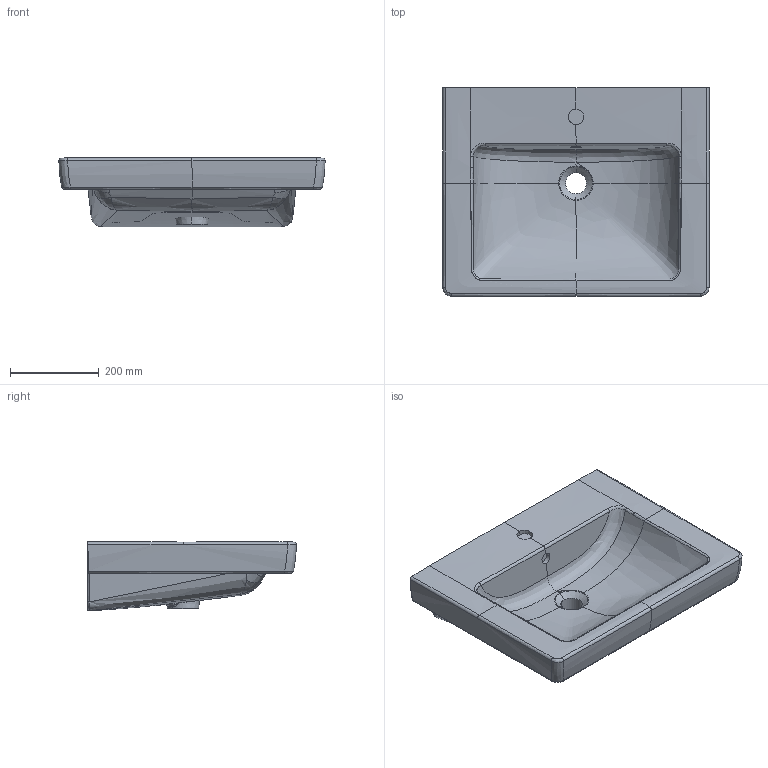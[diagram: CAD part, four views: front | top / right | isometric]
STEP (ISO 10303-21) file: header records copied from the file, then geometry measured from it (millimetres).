
FILE_DESCRIPTION(/* description */ (''),/* implementation_level */ '2;1');
FILE_NAME(/* name */ '71136G_Subway_WT60.stp',/* time_stamp */ '2018-11-13T14:31:13+01:00',/* author */ (''),/* organization */ (''),/* preprocessor_version */ 'ST-DEVELOPER v16',/* originating_system */ 'SIEMENS PLM Software NX 10.0',/* authorisation */ '');
FILE_SCHEMA (('AUTOMOTIVE_DESIGN { 1 0 10303 214 3 1 1 1 }'));
Length unit declared in the file: millimetre
Products named in the file (1): Sier16ECC73F4rgs
Bounding box: 599.88 x 469.94 x 156.74 mm (x, y, z)
Surface area: 865150 mm2 (no closed solid volume)
Topology: 0 solids, 1 shells, 160 faces, 413 edges, 249 vertices
Faces by surface type: bspline 118, plane 16, cylinder 14, extrusion 6, cone 4, torus 2
Full cylindrical faces by diameter (mm): 25 x1, 47.52 x1
Entity records: 17039 total; most frequent: CARTESIAN_POINT 14209, ORIENTED_EDGE 810, EDGE_CURVE 407, DIRECTION 265, VERTEX_POINT 248, B_SPLINE_CURVE_WITH_KNOTS 245, EDGE_LOOP 163, ADVANCED_FACE 160
